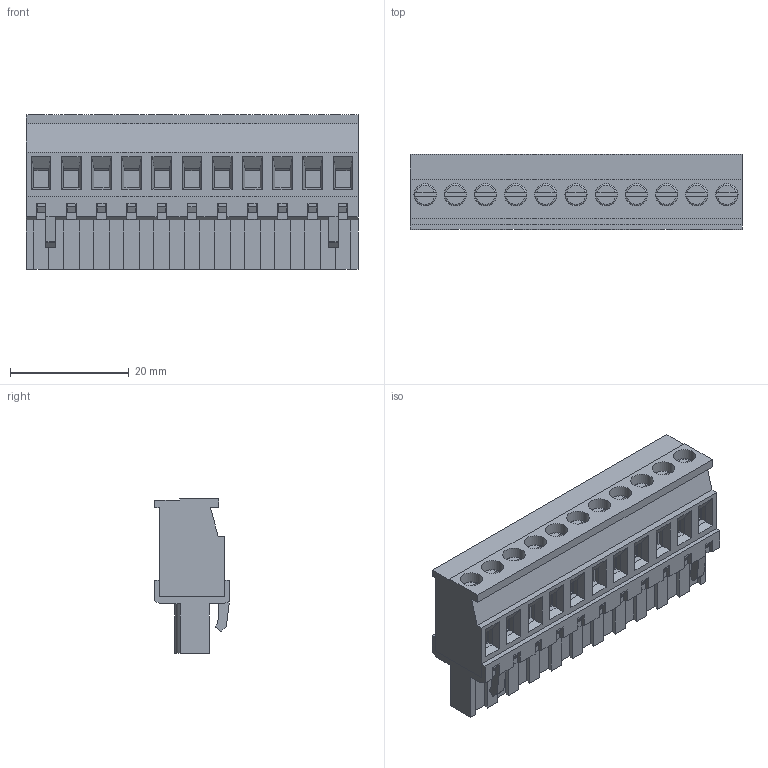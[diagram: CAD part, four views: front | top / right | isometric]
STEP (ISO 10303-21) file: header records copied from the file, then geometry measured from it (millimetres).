
FILE_DESCRIPTION( ( 'Unknown' ), '1' );
FILE_NAME( '691352510011.stp', 'Unknown', ( 'Unknown' ), ( 'Unknown' ), 'PSStep 14.0', 'Unknown', ' ' );
FILE_SCHEMA( ( 'AUTOMOTIVE_DESIGN { 1 0 10303 214 1 1 1 1 }' ) );
Length unit declared in the file: millimetre
Products named in the file (6): Assem1; 6913525100xx_CAGE; 6913525100xx; 6913525100xx_VIS; 691343510011; 691343510011_BAS
Assembly tree (35 placements, depth 2):
  Assem1
    6913525100xx_CAGE  x11
    6913525100xx  x11
    6913525100xx_VIS  x11
    691343510011
    691343510011_BAS
Bounding box: 55.88 x 12.6 x 26 mm (x, y, z)
Volume: 8614.5 mm3; surface area: 19704.5 mm2
Topology: 35 solids, 35 shells, 2267 faces, 6287 edges, 4088 vertices
Faces by surface type: plane 1751, cylinder 450, cone 33, torus 33
Full cylindrical faces by diameter (mm): 1.5 x11, 2.2 x11, 2.7 x11, 2.9 x11, 3 x11, 3.7 x11, 3.75 x11
Entity records: 49962 total; most frequent: CARTESIAN_POINT 7077, ORIENTED_EDGE 6942, DIRECTION 6276, EDGE_CURVE 3471, LINE 3244, VECTOR 3244, VERTEX_POINT 2293, AXIS2_PLACEMENT_3D 1516
